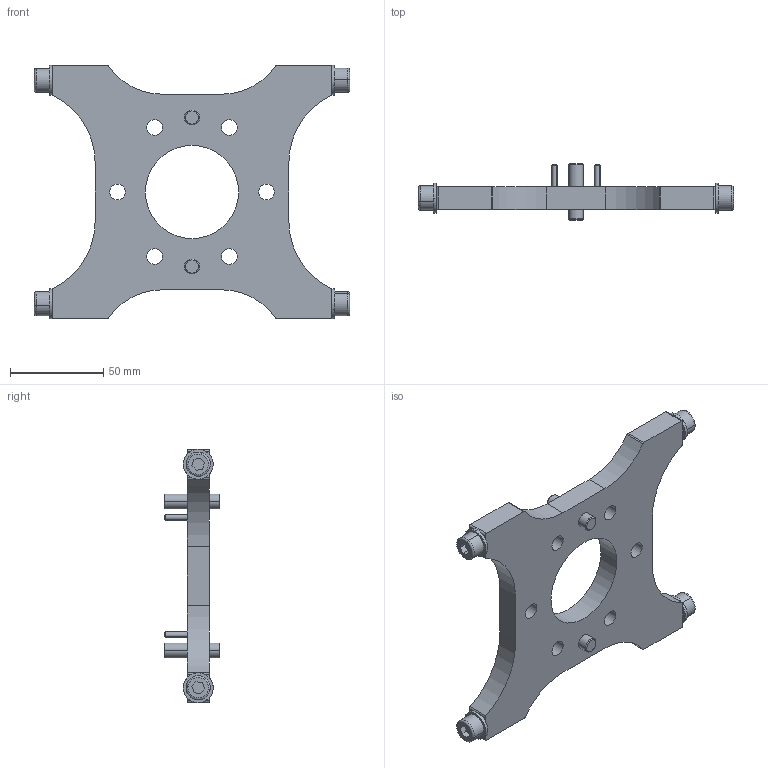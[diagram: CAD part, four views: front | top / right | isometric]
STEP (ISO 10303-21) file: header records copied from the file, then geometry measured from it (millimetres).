
FILE_DESCRIPTION (( 'STEP AP203' ), '1' );
FILE_NAME ('P1331.STEP', '2019-10-29T11:33:15', ( '' ), ( '' ), 'SwSTEP 2.0', 'SolidWorks 2017', '' );
FILE_SCHEMA (( 'CONFIG_CONTROL_DESIGN' ));
Length unit declared in the file: millimetre
Products named in the file (6): MC6S 3x20; P1331; CPK 8x30 m6 härdad; MC6S 8x12 8.8 fzb; Bricka 8,4x16x1.6; P0182-046A_STEP
Assembly tree (13 placements, depth 2):
  P1331
    P0182-046A_STEP
    MC6S 8x12 8.8 fzb  x4
    MC6S 3x20  x2
    Bricka 8,4x16x1.6  x4
    CPK 8x30 m6 härdad  x2
Bounding box: 169.2 x 30 x 136 mm (x, y, z)
Volume: 153268.6 mm3; surface area: 43407.4 mm2
Topology: 13 solids, 13 shells, 204 faces, 462 edges, 296 vertices
Faces by surface type: plane 86, cylinder 82, cone 20, torus 16
Entity records: 4040 total; most frequent: DIRECTION 620, CARTESIAN_POINT 542, ORIENTED_EDGE 512, EDGE_CURVE 256, AXIS2_PLACEMENT_3D 244, VERTEX_POINT 166, LINE 132, VECTOR 132
